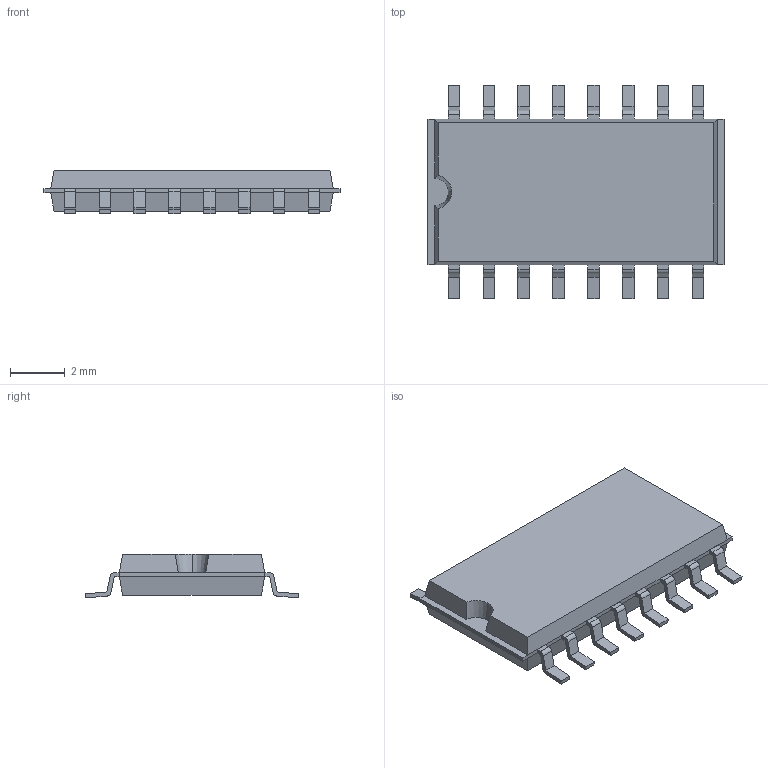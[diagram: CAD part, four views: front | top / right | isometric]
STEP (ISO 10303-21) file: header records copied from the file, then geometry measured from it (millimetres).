
FILE_DESCRIPTION (( 'STEP AP214' ), '1' );
FILE_NAME ('SOP16.STEP', '2018-03-01T07:24:31', ( '微软用户' ), ( '微软中国' ), 'SwSTEP 2.0', 'SolidWorks 2015', '' );
FILE_SCHEMA (( 'AUTOMOTIVE_DESIGN' ));
Length unit declared in the file: millimetre
Products named in the file (1): SOP16
Bounding box: 10.8 x 7.8 x 1.6 mm (x, y, z)
Volume: 81.3 mm3; surface area: 189.5 mm2
Topology: 17 solids, 17 shells, 213 faces, 529 edges, 350 vertices
Faces by surface type: plane 179, cylinder 32, cone 2
Entity records: 8407 total; most frequent: CARTESIAN_POINT 1099, ORIENTED_EDGE 1058, DIRECTION 1023, EDGE_CURVE 529, LINE 459, VECTOR 459, VERTEX_POINT 350, AXIS2_PLACEMENT_3D 282
